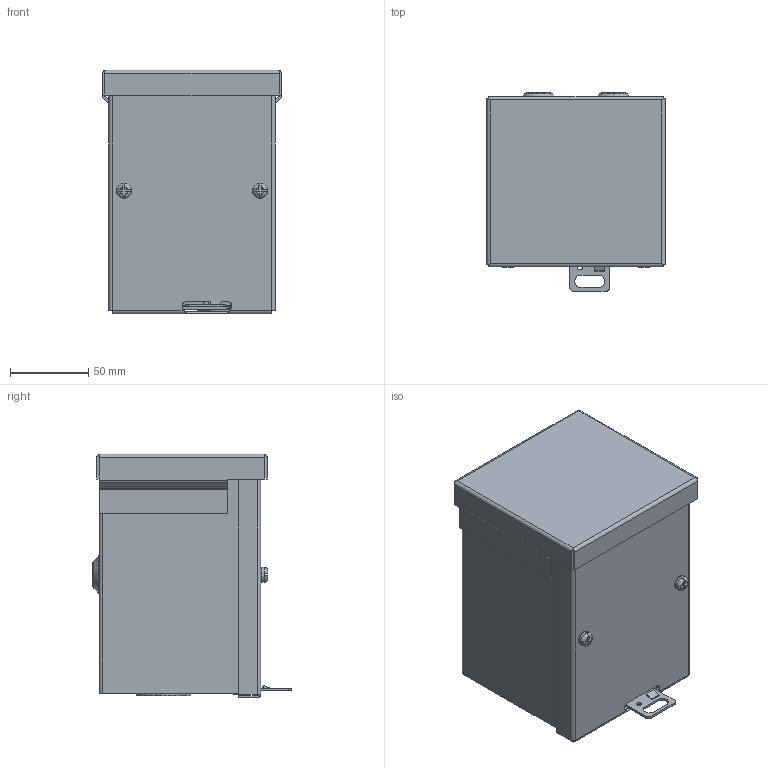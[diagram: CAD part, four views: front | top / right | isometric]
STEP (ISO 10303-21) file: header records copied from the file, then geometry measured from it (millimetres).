
FILE_DESCRIPTION (( 'STEP AP203' ), '1' );
FILE_NAME ('C3R644SC_Default.step', '2019-11-12T21:13:52', ( '' ), ( '' ), 'SwSTEP 2.0', 'SolidWorks 2019', '' );
FILE_SCHEMA (( 'CONFIG_CONTROL_DESIGN' ));
Length unit declared in the file: inch
Products named in the file (1): C3R644SC_Default
Bounding box: 114.02 x 126.42 x 155.45 mm (x, y, z)
Volume: 157694.7 mm3; surface area: 221168.2 mm2
Topology: 9 solids, 9 shells, 316 faces, 803 edges, 509 vertices
Faces by surface type: plane 175, cylinder 91, bspline 32, cone 18
Entity records: 11200 total; most frequent: CARTESIAN_POINT 3587, ORIENTED_EDGE 1602, DIRECTION 1531, EDGE_CURVE 801, AXIS2_PLACEMENT_3D 525, VERTEX_POINT 509, LINE 481, VECTOR 481
